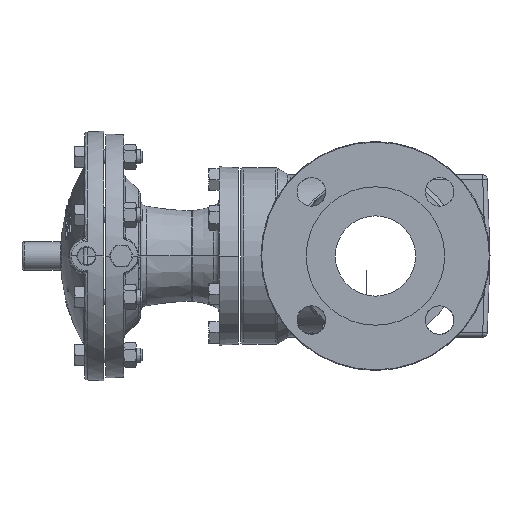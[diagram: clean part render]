
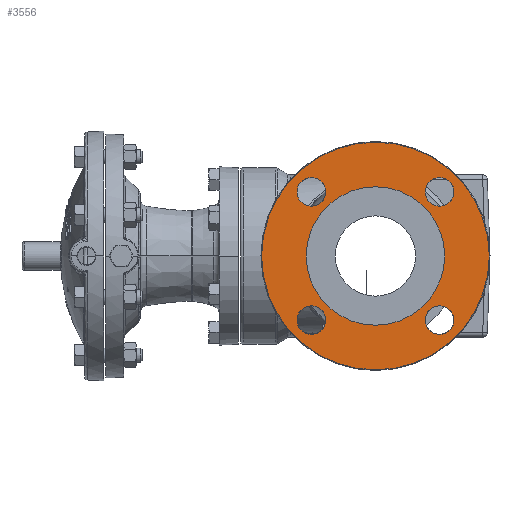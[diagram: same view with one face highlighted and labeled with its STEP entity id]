
A CAD part, left-side view. The second image highlights one B-rep face of the part: STEP entity #3556.
In plain terms, the highlighted planar face has unit normal (-1, 0, 0).
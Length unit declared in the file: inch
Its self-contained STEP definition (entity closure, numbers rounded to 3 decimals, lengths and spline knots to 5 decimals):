
#1317 = CARTESIAN_POINT ( 'NONE',  ( -4.5005, 1.67938, 1.30438 ) ) ;
#1485 = VERTEX_POINT ( 'NONE', #4255 ) ;
#2630 = EDGE_CURVE ( 'NONE', #25201, #45904, #55620, .T. ) ;
#2929 = EDGE_CURVE ( 'NONE', #51489, #14283, #54025, .T. ) ;
#3127 = VERTEX_POINT ( 'NONE', #17591 ) ;
#3204 = EDGE_CURVE ( 'NONE', #27524, #1485, #51930, .T. ) ;
#3402 = EDGE_CURVE ( 'NONE', #35115, #30375, #50375, .T. ) ;
#3556 = ADVANCED_FACE ( 'NONE', ( #49328, #49385, #49703, #49274, #49214, #49874 ), #9468, .T. ) ;
#4255 = CARTESIAN_POINT ( 'NONE',  ( -4.5005, 1.67938, -1.30438 ) ) ;
#4663 = DIRECTION ( 'NONE',  ( 0., 0., 1. ) ) ;
#4729 = EDGE_CURVE ( 'NONE', #54347, #3127, #41650, .T. ) ;
#5286 = AXIS2_PLACEMENT_3D ( 'NONE', #10360, #9199, #9255 ) ;
#6318 = DIRECTION ( 'NONE',  ( 0., 0., 1. ) ) ;
#6384 = DIRECTION ( 'NONE',  ( -1., 0., 0. ) ) ;
#6393 = CARTESIAN_POINT ( 'NONE',  ( -4.5005, -1.67938, -1.67938 ) ) ;
#7664 = CARTESIAN_POINT ( 'NONE',  ( -4.5005, -1.67938, 2.05438 ) ) ;
#8057 = AXIS2_PLACEMENT_3D ( 'NONE', #6393, #6384, #6318 ) ;
#8403 = DIRECTION ( 'NONE',  ( 0., 0., 1. ) ) ;
#8419 = DIRECTION ( 'NONE',  ( -1., 0., 0. ) ) ;
#8489 = CARTESIAN_POINT ( 'NONE',  ( -4.5005, -1.67938, -1.67938 ) ) ;
#9199 = DIRECTION ( 'NONE',  ( -1., 0., 0. ) ) ;
#9245 = AXIS2_PLACEMENT_3D ( 'NONE', #8489, #8419, #8403 ) ;
#9255 = DIRECTION ( 'NONE',  ( 0., 0., -1. ) ) ;
#9468 = PLANE ( 'NONE',  #5286 ) ;
#10360 = CARTESIAN_POINT ( 'NONE',  ( -4.5005, 3.90369, 0. ) ) ;
#11628 = AXIS2_PLACEMENT_3D ( 'NONE', #13006, #12883, #12688 ) ;
#12081 = EDGE_LOOP ( 'NONE', ( #49663, #50649 ) ) ;
#12402 = DIRECTION ( 'NONE',  ( 0., 0., 1. ) ) ;
#12470 = DIRECTION ( 'NONE',  ( 1., 0., 0. ) ) ;
#12480 = CARTESIAN_POINT ( 'NONE',  ( -4.5005, 0., 0. ) ) ;
#12577 = CARTESIAN_POINT ( 'NONE',  ( -4.5005, -1.67938, -1.30438 ) ) ;
#12688 = DIRECTION ( 'NONE',  ( 0., 0., 1. ) ) ;
#12883 = DIRECTION ( 'NONE',  ( -1., 0., 0. ) ) ;
#13006 = CARTESIAN_POINT ( 'NONE',  ( -4.5005, 1.67938, -1.67938 ) ) ;
#14194 = EDGE_LOOP ( 'NONE', ( #48051, #48832 ) ) ;
#14283 = VERTEX_POINT ( 'NONE', #51714 ) ;
#15112 = DIRECTION ( 'NONE',  ( -1., 0., 0. ) ) ;
#15319 = CARTESIAN_POINT ( 'NONE',  ( -4.5005, -1.67938, -2.05438 ) ) ;
#15959 = AXIS2_PLACEMENT_3D ( 'NONE', #28863, #28787, #28775 ) ;
#16531 = EDGE_LOOP ( 'NONE', ( #51604, #52309 ) ) ;
#16587 = EDGE_LOOP ( 'NONE', ( #50757, #51097 ) ) ;
#17591 = CARTESIAN_POINT ( 'NONE',  ( -4.5005, 0., 1.8125 ) ) ;
#18501 = AXIS2_PLACEMENT_3D ( 'NONE', #40816, #40747, #40707 ) ;
#19960 = CARTESIAN_POINT ( 'NONE',  ( -4.5005, 1.67938, -2.05438 ) ) ;
#21169 = DIRECTION ( 'NONE',  ( -1., 0., 0. ) ) ;
#22692 = EDGE_LOOP ( 'NONE', ( #47267, #47690 ) ) ;
#22993 = EDGE_LOOP ( 'NONE', ( #53112, #53216 ) ) ;
#23640 = CARTESIAN_POINT ( 'NONE',  ( -4.5005, 1.67938, 1.67938 ) ) ;
#25201 = VERTEX_POINT ( 'NONE', #49787 ) ;
#26308 = CIRCLE ( 'NONE', #9245, 0.375 ) ;
#26595 = VERTEX_POINT ( 'NONE', #59796 ) ;
#27524 = VERTEX_POINT ( 'NONE', #19960 ) ;
#28474 = DIRECTION ( 'NONE',  ( 0., 0., 1. ) ) ;
#28775 = DIRECTION ( 'NONE',  ( 0., 0., 1. ) ) ;
#28787 = DIRECTION ( 'NONE',  ( -1., 0., 0. ) ) ;
#28863 = CARTESIAN_POINT ( 'NONE',  ( -4.5005, 1.67938, 1.67938 ) ) ;
#30375 = VERTEX_POINT ( 'NONE', #12577 ) ;
#31658 = DIRECTION ( 'NONE',  ( 0., 0., 1. ) ) ;
#31791 = DIRECTION ( 'NONE',  ( -1., 0., 0. ) ) ;
#32730 = AXIS2_PLACEMENT_3D ( 'NONE', #34015, #31791, #31658 ) ;
#33410 = DIRECTION ( 'NONE',  ( -1., 0., 0. ) ) ;
#34015 = CARTESIAN_POINT ( 'NONE',  ( -4.5005, 0., 0. ) ) ;
#35115 = VERTEX_POINT ( 'NONE', #15319 ) ;
#36046 = CIRCLE ( 'NONE', #56428, 0.375 ) ;
#37074 = CIRCLE ( 'NONE', #56907, 0.375 ) ;
#38186 = CIRCLE ( 'NONE', #57547, 0.375 ) ;
#39064 = EDGE_CURVE ( 'NONE', #26595, #42348, #59945, .T. ) ;
#39672 = CARTESIAN_POINT ( 'NONE',  ( -4.5005, 0., -1.8125 ) ) ;
#39687 = AXIS2_PLACEMENT_3D ( 'NONE', #50618, #50573, #50512 ) ;
#40707 = DIRECTION ( 'NONE',  ( 0., 0., 1. ) ) ;
#40747 = DIRECTION ( 'NONE',  ( -1., 0., 0. ) ) ;
#40816 = CARTESIAN_POINT ( 'NONE',  ( -4.5005, -1.67938, 1.67938 ) ) ;
#40917 = CIRCLE ( 'NONE', #49095, 2.98146 ) ;
#40925 = CARTESIAN_POINT ( 'NONE',  ( -4.5005, 0., 2.98146 ) ) ;
#41650 = CIRCLE ( 'NONE', #32730, 1.8125 ) ;
#42348 = VERTEX_POINT ( 'NONE', #40925 ) ;
#43921 = CARTESIAN_POINT ( 'NONE',  ( -4.5005, 1.67938, -1.67938 ) ) ;
#45904 = VERTEX_POINT ( 'NONE', #7664 ) ;
#47267 = ORIENTED_EDGE ( 'NONE', *, *, #61920, .F. ) ;
#47690 = ORIENTED_EDGE ( 'NONE', *, *, #2630, .F. ) ;
#48051 = ORIENTED_EDGE ( 'NONE', *, *, #62113, .F. ) ;
#48417 = CIRCLE ( 'NONE', #60130, 1.8125 ) ;
#48740 = DIRECTION ( 'NONE',  ( 0., 0., 1. ) ) ;
#48832 = ORIENTED_EDGE ( 'NONE', *, *, #2929, .F. ) ;
#49095 = AXIS2_PLACEMENT_3D ( 'NONE', #12480, #12470, #12402 ) ;
#49214 = FACE_OUTER_BOUND ( 'NONE', #16531, .T. ) ;
#49274 = FACE_BOUND ( 'NONE', #16587, .T. ) ;
#49328 = FACE_BOUND ( 'NONE', #22692, .T. ) ;
#49385 = FACE_BOUND ( 'NONE', #14194, .T. ) ;
#49663 = ORIENTED_EDGE ( 'NONE', *, *, #61823, .F. ) ;
#49703 = FACE_BOUND ( 'NONE', #12081, .T. ) ;
#49787 = CARTESIAN_POINT ( 'NONE',  ( -4.5005, -1.67938, 1.30438 ) ) ;
#49874 = FACE_BOUND ( 'NONE', #22993, .T. ) ;
#49955 = CARTESIAN_POINT ( 'NONE',  ( -4.5005, -1.67938, 1.67938 ) ) ;
#50375 = CIRCLE ( 'NONE', #8057, 0.375 ) ;
#50512 = DIRECTION ( 'NONE',  ( 0., 0., 1. ) ) ;
#50573 = DIRECTION ( 'NONE',  ( 1., 0., 0. ) ) ;
#50603 = EDGE_CURVE ( 'NONE', #42348, #26595, #40917, .T. ) ;
#50618 = CARTESIAN_POINT ( 'NONE',  ( -4.5005, 0., 0. ) ) ;
#50649 = ORIENTED_EDGE ( 'NONE', *, *, #3204, .F. ) ;
#50757 = ORIENTED_EDGE ( 'NONE', *, *, #53694, .F. ) ;
#51097 = ORIENTED_EDGE ( 'NONE', *, *, #3402, .F. ) ;
#51489 = VERTEX_POINT ( 'NONE', #1317 ) ;
#51604 = ORIENTED_EDGE ( 'NONE', *, *, #39064, .F. ) ;
#51714 = CARTESIAN_POINT ( 'NONE',  ( -4.5005, 1.67938, 2.05438 ) ) ;
#51930 = CIRCLE ( 'NONE', #11628, 0.375 ) ;
#52309 = ORIENTED_EDGE ( 'NONE', *, *, #50603, .F. ) ;
#53112 = ORIENTED_EDGE ( 'NONE', *, *, #60366, .F. ) ;
#53216 = ORIENTED_EDGE ( 'NONE', *, *, #4729, .F. ) ;
#53694 = EDGE_CURVE ( 'NONE', #30375, #35115, #26308, .T. ) ;
#54025 = CIRCLE ( 'NONE', #15959, 0.375 ) ;
#54347 = VERTEX_POINT ( 'NONE', #39672 ) ;
#54613 = DIRECTION ( 'NONE',  ( 0., 0., 1. ) ) ;
#55620 = CIRCLE ( 'NONE', #18501, 0.375 ) ;
#56428 = AXIS2_PLACEMENT_3D ( 'NONE', #23640, #57050, #28474 ) ;
#56907 = AXIS2_PLACEMENT_3D ( 'NONE', #49955, #21169, #54613 ) ;
#57050 = DIRECTION ( 'NONE',  ( -1., 0., 0. ) ) ;
#57547 = AXIS2_PLACEMENT_3D ( 'NONE', #43921, #15112, #48740 ) ;
#59796 = CARTESIAN_POINT ( 'NONE',  ( -4.5005, 0., -2.98146 ) ) ;
#59945 = CIRCLE ( 'NONE', #39687, 2.98146 ) ;
#60130 = AXIS2_PLACEMENT_3D ( 'NONE', #62004, #33410, #4663 ) ;
#60366 = EDGE_CURVE ( 'NONE', #3127, #54347, #48417, .T. ) ;
#61823 = EDGE_CURVE ( 'NONE', #1485, #27524, #38186, .T. ) ;
#61920 = EDGE_CURVE ( 'NONE', #45904, #25201, #37074, .T. ) ;
#62004 = CARTESIAN_POINT ( 'NONE',  ( -4.5005, 0., 0. ) ) ;
#62113 = EDGE_CURVE ( 'NONE', #14283, #51489, #36046, .T. ) ;
